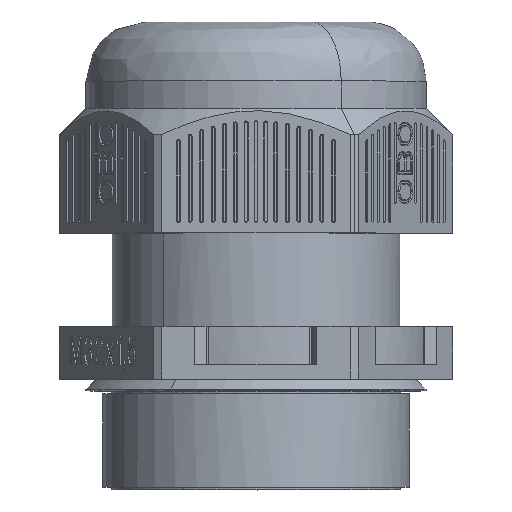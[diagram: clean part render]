
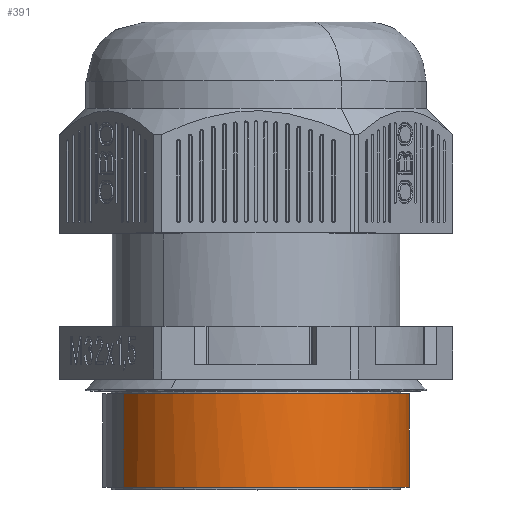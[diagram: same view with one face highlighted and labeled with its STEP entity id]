
A CAD part, top view. The second image highlights one B-rep face of the part: STEP entity #391.
In plain terms, the highlighted free-form (B-spline) face has degree [2, 1] with [9, 2] control points.
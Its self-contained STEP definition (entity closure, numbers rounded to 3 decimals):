
#391=ADVANCED_FACE('',(#1615),#16813,.T.);
#1615=FACE_OUTER_BOUND('',#2729,.T.);
#2729=EDGE_LOOP('',(#5660,#5661,#5662,#5663));
#5660=ORIENTED_EDGE('',*,*,#10247,.F.);
#5661=ORIENTED_EDGE('',*,*,#10242,.F.);
#5662=ORIENTED_EDGE('',*,*,#10245,.F.);
#5663=ORIENTED_EDGE('',*,*,#10289,.T.);
#10242=EDGE_CURVE('',#15605,#15604,#14105,.T.);
#10245=EDGE_CURVE('',#15607,#15605,#14108,.T.);
#10247=EDGE_CURVE('',#15604,#15606,#14110,.T.);
#10289=EDGE_CURVE('',#15607,#15606,#14152,.T.);
#14105=(
BOUNDED_CURVE()
B_SPLINE_CURVE(2,(#25072,#25073,#25074,#25075,#25076),.UNSPECIFIED.,.F.,
 .F.)
B_SPLINE_CURVE_WITH_KNOTS((3,2,3),(0.,25.133,50.265),
 .UNSPECIFIED.)
CURVE()
GEOMETRIC_REPRESENTATION_ITEM()
RATIONAL_B_SPLINE_CURVE((1.,0.707,1.,0.707,1.))
REPRESENTATION_ITEM('')
);
#14108=(
BOUNDED_CURVE()
B_SPLINE_CURVE(1,(#25087,#25088),.UNSPECIFIED.,.F.,.F.)
B_SPLINE_CURVE_WITH_KNOTS((2,2),(0.,9.75),.UNSPECIFIED.)
CURVE()
GEOMETRIC_REPRESENTATION_ITEM()
RATIONAL_B_SPLINE_CURVE((1.,1.))
REPRESENTATION_ITEM('')
);
#14110=(
BOUNDED_CURVE()
B_SPLINE_CURVE(1,(#25096,#25097),.UNSPECIFIED.,.F.,.F.)
B_SPLINE_CURVE_WITH_KNOTS((2,2),(-9.75,0.),.UNSPECIFIED.)
CURVE()
GEOMETRIC_REPRESENTATION_ITEM()
RATIONAL_B_SPLINE_CURVE((1.,1.))
REPRESENTATION_ITEM('')
);
#14152=(
BOUNDED_CURVE()
B_SPLINE_CURVE(2,(#25249,#25250,#25251,#25252,#25253,#25254,#25255),
 .UNSPECIFIED.,.F.,.F.)
B_SPLINE_CURVE_WITH_KNOTS((3,2,2,3),(0.,8.572,33.705,
50.265),.UNSPECIFIED.)
CURVE()
GEOMETRIC_REPRESENTATION_ITEM()
RATIONAL_B_SPLINE_CURVE((1.,0.966,1.,0.707,1.,0.866,
1.))
REPRESENTATION_ITEM('')
);
#15604=VERTEX_POINT('',#22892);
#15605=VERTEX_POINT('',#22893);
#15606=VERTEX_POINT('',#22894);
#15607=VERTEX_POINT('',#22895);
#16813=(
BOUNDED_SURFACE()
B_SPLINE_SURFACE(2,1,((#21156,#21157),(#21158,#21159),(#21160,#21161),(#21162,
#21163),(#21164,#21165),(#21166,#21167),(#21168,#21169),(#21170,#21171),
(#21172,#21173)),.UNSPECIFIED.,.T.,.F.,.F.)
B_SPLINE_SURFACE_WITH_KNOTS((3,2,2,2,3),(2,2),(0.,32.,64.,
96.,128.),(0.,11.702),.UNSPECIFIED.)
GEOMETRIC_REPRESENTATION_ITEM()
RATIONAL_B_SPLINE_SURFACE(((1.,1.),(0.707,0.707),
(1.,1.),(0.707,0.707),(1.,1.),(0.707,
0.707),(1.,1.),(0.707,0.707),(1.,1.)))
REPRESENTATION_ITEM('')
SURFACE()
);
#21156=CARTESIAN_POINT('',(8.,-0.726,-13.856));
#21157=CARTESIAN_POINT('',(8.,10.976,-13.856));
#21158=CARTESIAN_POINT('',(-5.856,-0.726,-21.856));
#21159=CARTESIAN_POINT('',(-5.856,10.976,-21.856));
#21160=CARTESIAN_POINT('',(-13.856,-0.726,-8.));
#21161=CARTESIAN_POINT('',(-13.856,10.976,-8.));
#21162=CARTESIAN_POINT('',(-21.856,-0.726,5.856));
#21163=CARTESIAN_POINT('',(-21.856,10.976,5.856));
#21164=CARTESIAN_POINT('',(-8.,-0.726,13.856));
#21165=CARTESIAN_POINT('',(-8.,10.976,13.856));
#21166=CARTESIAN_POINT('',(5.856,-0.726,21.856));
#21167=CARTESIAN_POINT('',(5.856,10.976,21.856));
#21168=CARTESIAN_POINT('',(13.856,-0.726,8.));
#21169=CARTESIAN_POINT('',(13.856,10.976,8.));
#21170=CARTESIAN_POINT('',(21.856,-0.726,-5.856));
#21171=CARTESIAN_POINT('',(21.856,10.976,-5.856));
#21172=CARTESIAN_POINT('',(8.,-0.726,-13.856));
#21173=CARTESIAN_POINT('',(8.,10.976,-13.856));
#22892=CARTESIAN_POINT('',(13.856,10.,-8.));
#22893=CARTESIAN_POINT('',(-13.856,10.,8.));
#22894=CARTESIAN_POINT('',(13.856,0.25,-8.));
#22895=CARTESIAN_POINT('',(-13.856,0.25,8.));
#25072=CARTESIAN_POINT('',(-13.856,10.,8.));
#25073=CARTESIAN_POINT('',(-5.856,10.,21.856));
#25074=CARTESIAN_POINT('',(8.,10.,13.856));
#25075=CARTESIAN_POINT('',(21.856,10.,5.856));
#25076=CARTESIAN_POINT('',(13.856,10.,-8.));
#25087=CARTESIAN_POINT('',(-13.856,0.25,8.));
#25088=CARTESIAN_POINT('',(-13.856,10.,8.));
#25096=CARTESIAN_POINT('',(13.856,10.,-8.));
#25097=CARTESIAN_POINT('',(13.856,0.25,-8.));
#25249=CARTESIAN_POINT('',(-13.856,0.25,8.));
#25250=CARTESIAN_POINT('',(-11.713,0.25,11.713));
#25251=CARTESIAN_POINT('',(-8.,0.25,13.856));
#25252=CARTESIAN_POINT('',(5.856,0.25,21.856));
#25253=CARTESIAN_POINT('',(13.856,0.25,8.));
#25254=CARTESIAN_POINT('',(18.475,0.25,0.));
#25255=CARTESIAN_POINT('',(13.856,0.25,-8.));
